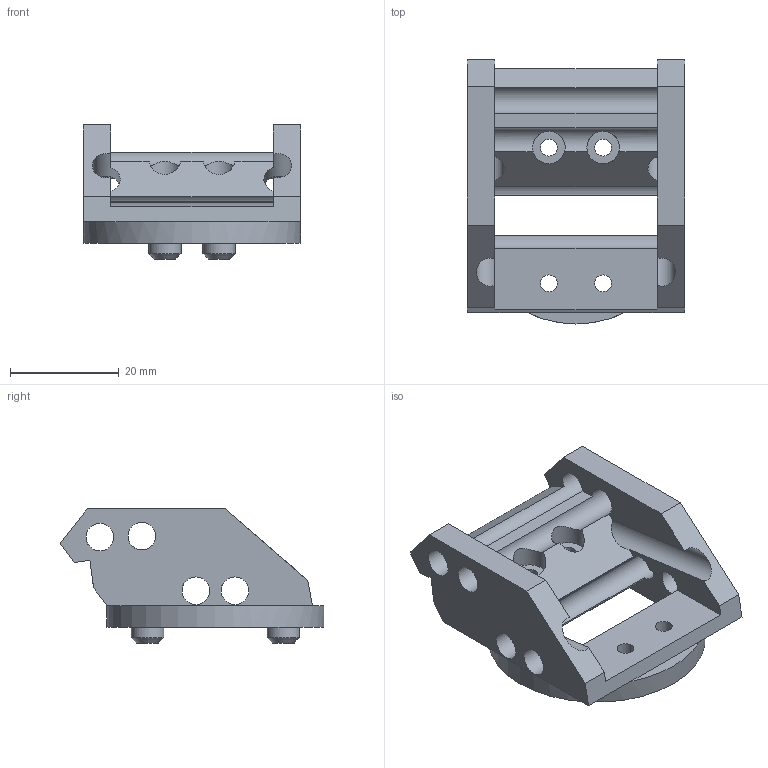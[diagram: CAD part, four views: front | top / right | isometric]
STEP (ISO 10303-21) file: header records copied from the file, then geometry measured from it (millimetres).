
FILE_DESCRIPTION(/* description */ (''),/* implementation_level */ '2;1');
FILE_NAME(/* name */ 'arm_head_top.stp',/* time_stamp */ '2024-06-29T23:06:38-07:00',/* author */ ('aaron'),/* organization */ (''),/* preprocessor_version */ 'ST-DEVELOPER v19.2',/* originating_system */ 'Autodesk Inventor 2023',/* authorisation */ '');
FILE_SCHEMA (('AUTOMOTIVE_DESIGN { 1 0 10303 214 3 1 1 }'));
Length unit declared in the file: millimetre
Products named in the file (1): arm_head_top
Bounding box: 40 x 48.65 x 24.71 mm (x, y, z)
Volume: 14060.7 mm3; surface area: 8480 mm2
Topology: 1 solids, 1 shells, 68 faces, 209 edges, 136 vertices
Faces by surface type: plane 47, cylinder 17, cone 4
Full cylindrical faces by diameter (mm): 3.1 x4, 5.1 x6, 6 x6, 40 x1
Entity records: 2506 total; most frequent: CARTESIAN_POINT 478, ORIENTED_EDGE 418, DIRECTION 417, EDGE_CURVE 209, AXIS2_PLACEMENT_3D 143, VERTEX_POINT 136, LINE 131, VECTOR 131
